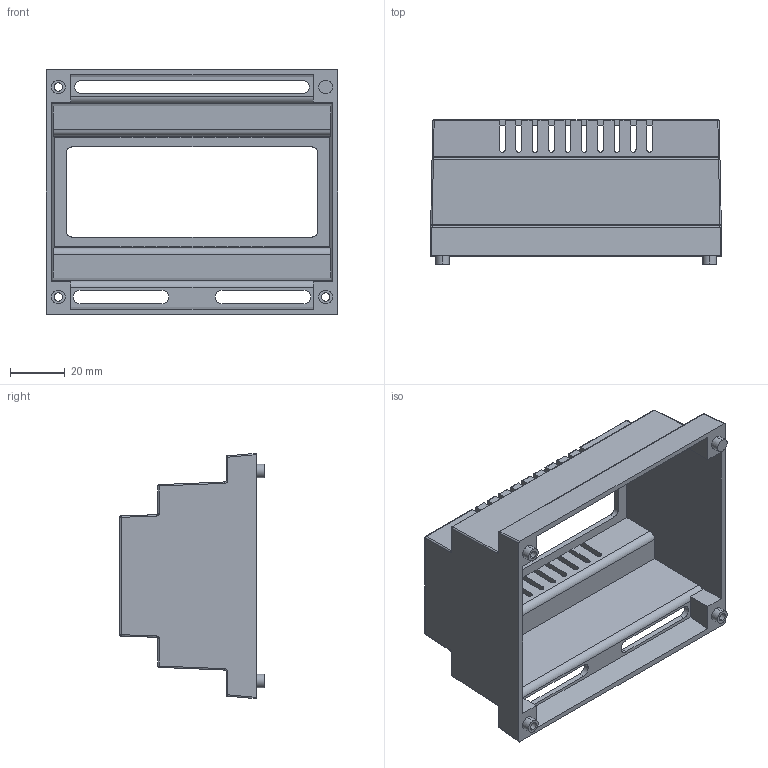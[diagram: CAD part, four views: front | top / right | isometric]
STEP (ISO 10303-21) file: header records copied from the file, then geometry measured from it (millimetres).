
FILE_DESCRIPTION (( 'STEP AP214' ), '1' );
FILE_NAME ('krushka.STEP', '2022-07-10T11:00:30', ( '' ), ( '' ), 'SwSTEP 2.0', 'SolidWorks 2022', '' );
FILE_SCHEMA (( 'AUTOMOTIVE_DESIGN' ));
Length unit declared in the file: millimetre
Products named in the file (2): krushka; Крышка
Assembly tree (1 placements, depth 2):
  krushka
    Крышка
Bounding box: 107 x 53 x 90 mm (x, y, z)
Volume: 43156.5 mm3; surface area: 44809.3 mm2
Topology: 1 solids, 1 shells, 248 faces, 784 edges, 496 vertices
Faces by surface type: plane 118, cylinder 110, sphere 12, bspline 8
Entity records: 8766 total; most frequent: CARTESIAN_POINT 1860, ORIENTED_EDGE 1544, DIRECTION 1352, EDGE_CURVE 772, LINE 544, VECTOR 544, VERTEX_POINT 496, AXIS2_PLACEMENT_3D 404
